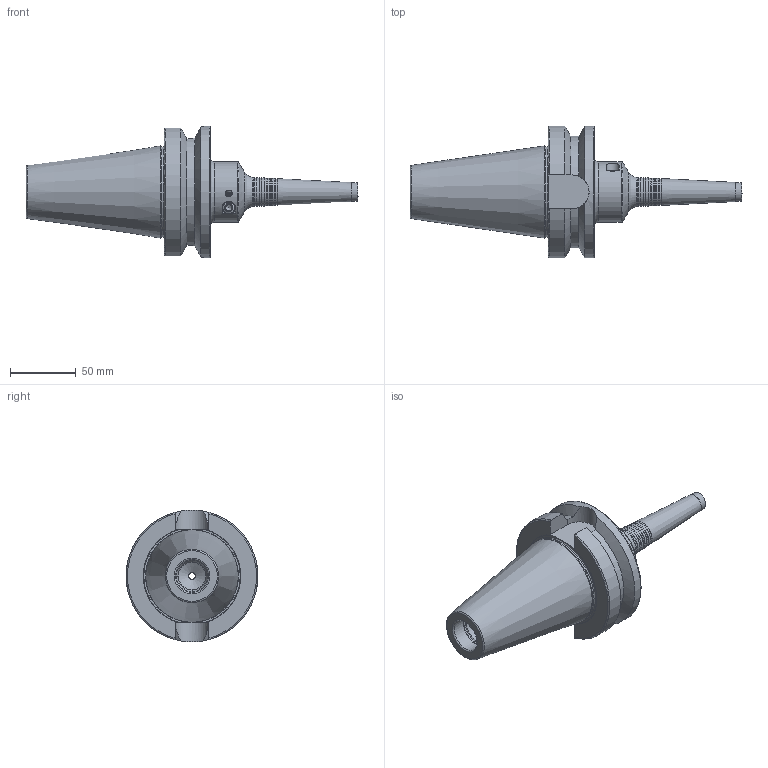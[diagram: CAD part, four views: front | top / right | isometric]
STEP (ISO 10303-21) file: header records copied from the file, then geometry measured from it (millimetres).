
FILE_DESCRIPTION((''),'2;1');
FILE_NAME('395002506150 BT50-PHC06SB-150-C-3D.stp','2022-11-16T09:55:25',('nttooll'),(''),'Autodesk Inventor 2012','Autodesk Inventor 2012','');
FILE_SCHEMA(('AUTOMOTIVE_DESIGN { 1 0 10303 214 1 1 1 1 }'));
Length unit declared in the file: millimetre
Products named in the file (1): 395002506150 BT50-PHC06SB-150-C-3D
Bounding box: 251.8 x 100 x 100 mm (x, y, z)
Volume: 497265.2 mm3; surface area: 65552.2 mm2
Topology: 1 solids, 1 shells, 138 faces, 321 edges, 193 vertices
Faces by surface type: cone 59, cylinder 41, plane 28, torus 10
Full cylindrical faces by diameter (mm): 2.309 x2, 3 x1, 4 x2, 4.1 x1, 4.619 x2, 5 x3, 6.8 x2, 9 x2, 14 x1, 21 x1, 21.3 x1, 24 x1, 25 x1, 25.4 x1, 45.8 x1, 68.9 x1, 100 x1
Entity records: 3728 total; most frequent: CARTESIAN_POINT 974, DIRECTION 592, ORIENTED_EDGE 454, AXIS2_PLACEMENT_3D 271, EDGE_LOOP 228, EDGE_CURVE 227, VERTEX_POINT 179, FACE_OUTER_BOUND 138
